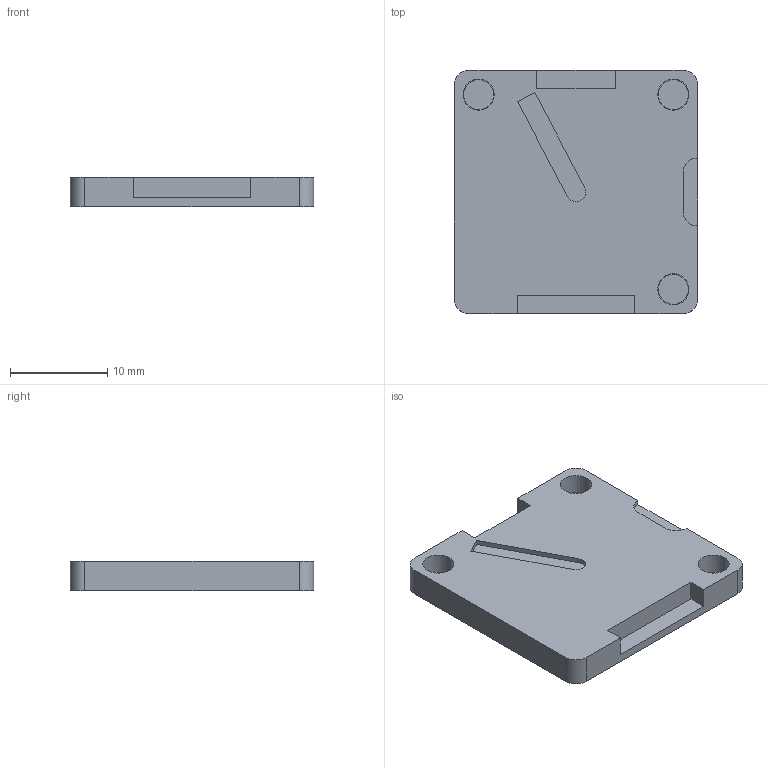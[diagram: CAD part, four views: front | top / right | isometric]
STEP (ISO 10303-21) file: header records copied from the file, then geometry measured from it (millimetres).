
FILE_DESCRIPTION(/* description */ (''),/* implementation_level */ '2;1');
FILE_NAME(/* name */ 'Base_Brick_Cover v7.step',/* time_stamp */ '2024-11-21T17:07:36+01:00',/* author */ (''),/* organization */ (''),/* preprocessor_version */ 'ST-DEVELOPER v20',/* originating_system */ 'Autodesk Translation Framework v13.20.0.188',/* authorisation */ '');
FILE_SCHEMA (('AUTOMOTIVE_DESIGN { 1 0 10303 214 3 1 1 }'));
Length unit declared in the file: millimetre
Products named in the file (1): Base_Brick_Cover
Bounding box: 25 x 25 x 3 mm (x, y, z)
Volume: 1723.2 mm3; surface area: 1643.6 mm2
Topology: 1 solids, 1 shells, 39 faces, 90 edges, 60 vertices
Faces by surface type: plane 26, cylinder 13
Full cylindrical faces by diameter (mm): 3.1 x3, 3.2 x3
Entity records: 1143 total; most frequent: DIRECTION 196, CARTESIAN_POINT 190, ORIENTED_EDGE 180, EDGE_CURVE 90, AXIS2_PLACEMENT_3D 66, LINE 64, VECTOR 64, VERTEX_POINT 60
